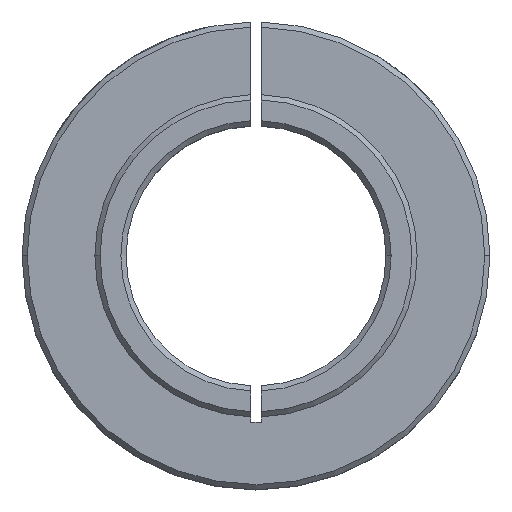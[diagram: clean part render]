
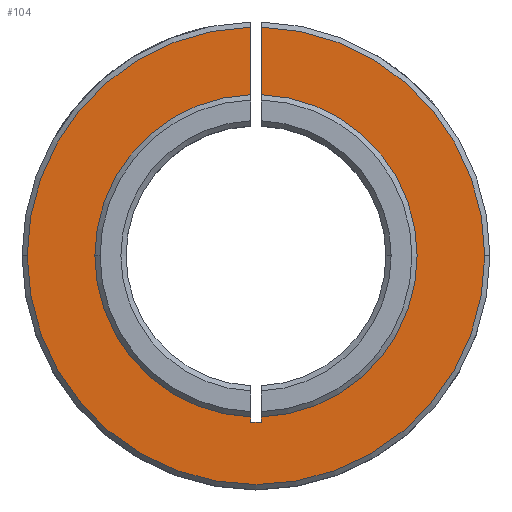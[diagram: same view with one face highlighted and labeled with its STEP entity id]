
A CAD part, top view. The second image highlights one B-rep face of the part: STEP entity #104.
In plain terms, the highlighted planar face has unit normal (0, 0, 1).
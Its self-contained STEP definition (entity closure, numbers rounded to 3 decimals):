
#8 = EDGE_CURVE ( 'NONE', #26, #1314, #1403, .T. ) ;
#11 = DIRECTION ( 'NONE',  ( 1., 0., 0. ) ) ;
#26 = VERTEX_POINT ( 'NONE', #949 ) ;
#38 = VERTEX_POINT ( 'NONE', #575 ) ;
#46 = CIRCLE ( 'NONE', #234, 15.5 ) ;
#57 = VERTEX_POINT ( 'NONE', #457 ) ;
#67 = DIRECTION ( 'NONE',  ( 0., 0., 1. ) ) ;
#79 = AXIS2_PLACEMENT_3D ( 'NONE', #1415, #752, #1215 ) ;
#83 = VERTEX_POINT ( 'NONE', #1387 ) ;
#98 = VERTEX_POINT ( 'NONE', #146 ) ;
#104 = ADVANCED_FACE ( 'NONE', ( #742 ), #750, .T. ) ;
#123 = LINE ( 'NONE', #714, #1409 ) ;
#144 = DIRECTION ( 'NONE',  ( 0., -1., 0. ) ) ;
#146 = CARTESIAN_POINT ( 'NONE',  ( -0.5, -15.492, 12. ) ) ;
#169 = VECTOR ( 'NONE', #1293, 1000. ) ;
#178 = AXIS2_PLACEMENT_3D ( 'NONE', #336, #812, #604 ) ;
#192 = LINE ( 'NONE', #1365, #1304 ) ;
#222 = LINE ( 'NONE', #1067, #497 ) ;
#234 = AXIS2_PLACEMENT_3D ( 'NONE', #356, #1395, #11 ) ;
#287 = AXIS2_PLACEMENT_3D ( 'NONE', #597, #1057, #1049 ) ;
#321 = ORIENTED_EDGE ( 'NONE', *, *, #8, .T. ) ;
#322 = ORIENTED_EDGE ( 'NONE', *, *, #1308, .F. ) ;
#336 = CARTESIAN_POINT ( 'NONE',  ( 0., 0., 12. ) ) ;
#341 = ORIENTED_EDGE ( 'NONE', *, *, #1348, .T. ) ;
#356 = CARTESIAN_POINT ( 'NONE',  ( 0., 0., 12. ) ) ;
#360 = AXIS2_PLACEMENT_3D ( 'NONE', #1201, #67, #506 ) ;
#384 = DIRECTION ( 'NONE',  ( 1., 0., 0. ) ) ;
#405 = ORIENTED_EDGE ( 'NONE', *, *, #472, .F. ) ;
#425 = AXIS2_PLACEMENT_3D ( 'NONE', #1168, #517, #823 ) ;
#441 = ORIENTED_EDGE ( 'NONE', *, *, #820, .T. ) ;
#457 = CARTESIAN_POINT ( 'NONE',  ( -0.5, 21.994, 12. ) ) ;
#464 = ORIENTED_EDGE ( 'NONE', *, *, #957, .F. ) ;
#471 = LINE ( 'NONE', #938, #169 ) ;
#472 = EDGE_CURVE ( 'NONE', #98, #638, #192, .T. ) ;
#497 = VECTOR ( 'NONE', #603, 1000. ) ;
#506 = DIRECTION ( 'NONE',  ( 1., 0., 0. ) ) ;
#517 = DIRECTION ( 'NONE',  ( 0., 0., 1. ) ) ;
#533 = ORIENTED_EDGE ( 'NONE', *, *, #1131, .F. ) ;
#539 = DIRECTION ( 'NONE',  ( 0., -1., 0. ) ) ;
#564 = CARTESIAN_POINT ( 'NONE',  ( 0.5, 15.492, 12. ) ) ;
#565 = VECTOR ( 'NONE', #144, 1000. ) ;
#575 = CARTESIAN_POINT ( 'NONE',  ( -0.5, 15.492, 12. ) ) ;
#597 = CARTESIAN_POINT ( 'NONE',  ( 0., 0., 12. ) ) ;
#603 = DIRECTION ( 'NONE',  ( 0., 1., 0. ) ) ;
#604 = DIRECTION ( 'NONE',  ( 1., 0., 0. ) ) ;
#638 = VERTEX_POINT ( 'NONE', #1148 ) ;
#674 = EDGE_CURVE ( 'NONE', #858, #1208, #222, .T. ) ;
#688 = CIRCLE ( 'NONE', #360, 22. ) ;
#702 = EDGE_CURVE ( 'NONE', #57, #38, #1425, .T. ) ;
#714 = CARTESIAN_POINT ( 'NONE',  ( 0.5, 0., 12. ) ) ;
#734 = CARTESIAN_POINT ( 'NONE',  ( 0., 0., 12. ) ) ;
#742 = FACE_OUTER_BOUND ( 'NONE', #1079, .T. ) ;
#750 = PLANE ( 'NONE',  #837 ) ;
#752 = DIRECTION ( 'NONE',  ( 0., 0., 1. ) ) ;
#799 = CIRCLE ( 'NONE', #287, 22. ) ;
#802 = CARTESIAN_POINT ( 'NONE',  ( 0.5, -15.492, 12. ) ) ;
#812 = DIRECTION ( 'NONE',  ( 0., 0., 1. ) ) ;
#820 = EDGE_CURVE ( 'NONE', #57, #26, #688, .T. ) ;
#823 = DIRECTION ( 'NONE',  ( 1., 0., 0. ) ) ;
#837 = AXIS2_PLACEMENT_3D ( 'NONE', #734, #1310, #384 ) ;
#840 = CARTESIAN_POINT ( 'NONE',  ( 22., 0., 12. ) ) ;
#858 = VERTEX_POINT ( 'NONE', #869 ) ;
#866 = VERTEX_POINT ( 'NONE', #1389 ) ;
#869 = CARTESIAN_POINT ( 'NONE',  ( 0.5, -16., 12. ) ) ;
#897 = EDGE_CURVE ( 'NONE', #1208, #1295, #1290, .T. ) ;
#907 = ORIENTED_EDGE ( 'NONE', *, *, #1359, .T. ) ;
#938 = CARTESIAN_POINT ( 'NONE',  ( 0., -16., 12. ) ) ;
#949 = CARTESIAN_POINT ( 'NONE',  ( -22., 0., 12. ) ) ;
#957 = EDGE_CURVE ( 'NONE', #1295, #83, #123, .T. ) ;
#1022 = ORIENTED_EDGE ( 'NONE', *, *, #702, .F. ) ;
#1037 = ORIENTED_EDGE ( 'NONE', *, *, #674, .F. ) ;
#1049 = DIRECTION ( 'NONE',  ( 1., 0., 0. ) ) ;
#1057 = DIRECTION ( 'NONE',  ( 0., 0., 1. ) ) ;
#1067 = CARTESIAN_POINT ( 'NONE',  ( 0.5, 0., 12. ) ) ;
#1079 = EDGE_LOOP ( 'NONE', ( #1022, #441, #321, #341, #464, #1132, #1037, #907, #405, #533, #322 ) ) ;
#1131 = EDGE_CURVE ( 'NONE', #866, #98, #1195, .T. ) ;
#1132 = ORIENTED_EDGE ( 'NONE', *, *, #897, .F. ) ;
#1148 = CARTESIAN_POINT ( 'NONE',  ( -0.5, -16., 12. ) ) ;
#1168 = CARTESIAN_POINT ( 'NONE',  ( 0., 0., 12. ) ) ;
#1195 = CIRCLE ( 'NONE', #79, 15.5 ) ;
#1201 = CARTESIAN_POINT ( 'NONE',  ( 0., 0., 12. ) ) ;
#1208 = VERTEX_POINT ( 'NONE', #802 ) ;
#1215 = DIRECTION ( 'NONE',  ( 1., 0., 0. ) ) ;
#1290 = CIRCLE ( 'NONE', #425, 15.5 ) ;
#1293 = DIRECTION ( 'NONE',  ( -1., 0., 0. ) ) ;
#1295 = VERTEX_POINT ( 'NONE', #564 ) ;
#1304 = VECTOR ( 'NONE', #539, 1000. ) ;
#1308 = EDGE_CURVE ( 'NONE', #38, #866, #46, .T. ) ;
#1310 = DIRECTION ( 'NONE',  ( 0., 0., 1. ) ) ;
#1314 = VERTEX_POINT ( 'NONE', #840 ) ;
#1348 = EDGE_CURVE ( 'NONE', #1314, #83, #799, .T. ) ;
#1359 = EDGE_CURVE ( 'NONE', #858, #638, #471, .T. ) ;
#1365 = CARTESIAN_POINT ( 'NONE',  ( -0.5, 0., 12. ) ) ;
#1387 = CARTESIAN_POINT ( 'NONE',  ( 0.5, 21.994, 12. ) ) ;
#1389 = CARTESIAN_POINT ( 'NONE',  ( -15.5, 0., 12. ) ) ;
#1395 = DIRECTION ( 'NONE',  ( 0., 0., 1. ) ) ;
#1403 = CIRCLE ( 'NONE', #178, 22. ) ;
#1409 = VECTOR ( 'NONE', #1496, 1000. ) ;
#1415 = CARTESIAN_POINT ( 'NONE',  ( 0., 0., 12. ) ) ;
#1418 = CARTESIAN_POINT ( 'NONE',  ( -0.5, 0., 12. ) ) ;
#1425 = LINE ( 'NONE', #1418, #565 ) ;
#1496 = DIRECTION ( 'NONE',  ( 0., 1., 0. ) ) ;
